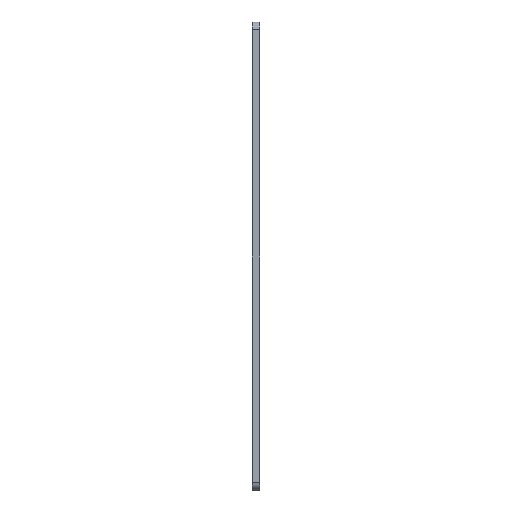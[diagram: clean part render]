
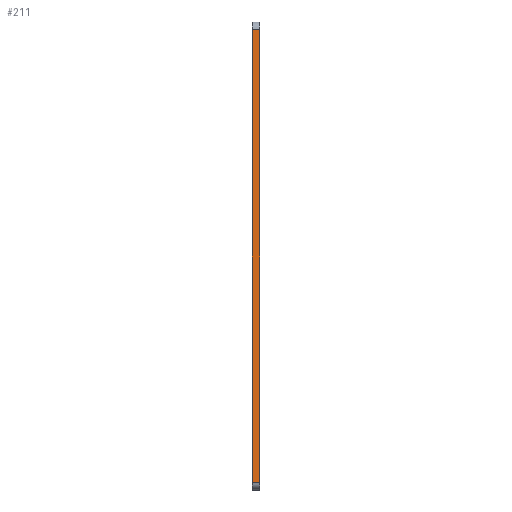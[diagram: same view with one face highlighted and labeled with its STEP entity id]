
A CAD part, left-side view. The second image highlights one B-rep face of the part: STEP entity #211.
In plain terms, the highlighted planar face has unit normal (-1, 0, 0).
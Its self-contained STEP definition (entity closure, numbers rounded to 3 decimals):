
#21 = PLANE ( 'NONE',  #719 ) ;
#60 = ORIENTED_EDGE ( 'NONE', *, *, #722, .T. ) ;
#179 = VECTOR ( 'NONE', #843, 1000. ) ;
#180 = VECTOR ( 'NONE', #411, 1000. ) ;
#194 = DIRECTION ( 'NONE',  ( 0., 1., 0. ) ) ;
#211 = ADVANCED_FACE ( 'NONE', ( #549 ), #21, .T. ) ;
#217 = ORIENTED_EDGE ( 'NONE', *, *, #342, .T. ) ;
#268 = DIRECTION ( 'NONE',  ( -1., 0., 0. ) ) ;
#285 = LINE ( 'NONE', #487, #180 ) ;
#301 = CARTESIAN_POINT ( 'NONE',  ( -20.5, 0., 152.5 ) ) ;
#342 = EDGE_CURVE ( 'NONE', #610, #774, #569, .T. ) ;
#355 = ORIENTED_EDGE ( 'NONE', *, *, #648, .T. ) ;
#367 = CARTESIAN_POINT ( 'NONE',  ( -20.5, 0., -17.5 ) ) ;
#379 = VERTEX_POINT ( 'NONE', #773 ) ;
#394 = VERTEX_POINT ( 'NONE', #301 ) ;
#405 = EDGE_CURVE ( 'NONE', #610, #379, #766, .T. ) ;
#411 = DIRECTION ( 'NONE',  ( 0., 0., 1. ) ) ;
#413 = CARTESIAN_POINT ( 'NONE',  ( -20.5, 0., -20.5 ) ) ;
#430 = ORIENTED_EDGE ( 'NONE', *, *, #405, .F. ) ;
#487 = CARTESIAN_POINT ( 'NONE',  ( -20.5, 0., -20.5 ) ) ;
#502 = DIRECTION ( 'NONE',  ( 0., -1., 0. ) ) ;
#549 = FACE_OUTER_BOUND ( 'NONE', #846, .T. ) ;
#569 = LINE ( 'NONE', #367, #769 ) ;
#578 = CARTESIAN_POINT ( 'NONE',  ( -20.5, 0., -17.5 ) ) ;
#581 = CARTESIAN_POINT ( 'NONE',  ( -20.5, 3., -17.5 ) ) ;
#610 = VERTEX_POINT ( 'NONE', #581 ) ;
#648 = EDGE_CURVE ( 'NONE', #394, #379, #803, .T. ) ;
#665 = CARTESIAN_POINT ( 'NONE',  ( -20.5, 0., 152.5 ) ) ;
#719 = AXIS2_PLACEMENT_3D ( 'NONE', #413, #268, #735 ) ;
#722 = EDGE_CURVE ( 'NONE', #774, #394, #285, .T. ) ;
#735 = DIRECTION ( 'NONE',  ( 0., 0., 1. ) ) ;
#762 = CARTESIAN_POINT ( 'NONE',  ( -20.5, 3., -20.5 ) ) ;
#766 = LINE ( 'NONE', #762, #179 ) ;
#769 = VECTOR ( 'NONE', #502, 1000. ) ;
#773 = CARTESIAN_POINT ( 'NONE',  ( -20.5, 3., 152.5 ) ) ;
#774 = VERTEX_POINT ( 'NONE', #578 ) ;
#803 = LINE ( 'NONE', #665, #812 ) ;
#812 = VECTOR ( 'NONE', #194, 1000. ) ;
#843 = DIRECTION ( 'NONE',  ( 0., 0., 1. ) ) ;
#846 = EDGE_LOOP ( 'NONE', ( #60, #355, #430, #217 ) ) ;
